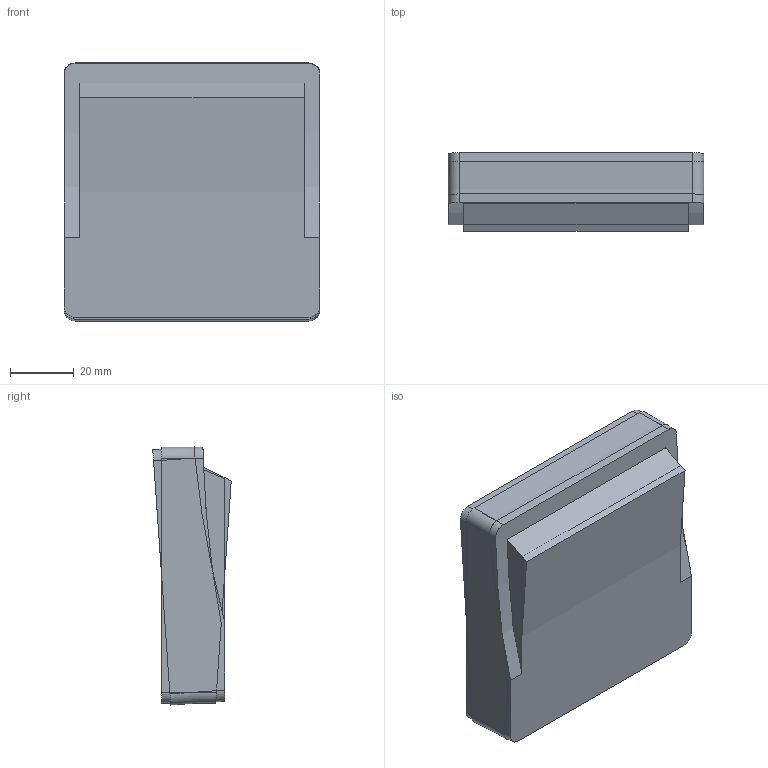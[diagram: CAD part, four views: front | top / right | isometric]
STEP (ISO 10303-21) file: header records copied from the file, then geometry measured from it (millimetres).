
FILE_DESCRIPTION(/* description */ (''),/* implementation_level */ '2;1');
FILE_NAME(/* name */ 'Artisan box v2.stp',/* time_stamp */ '2022-11-26T21:11:17-03:00',/* author */ (''),/* organization */ (''),/* preprocessor_version */ 'ST-DEVELOPER v18.1',/* originating_system */ 'SIEMENS PLM Software NX 1980',/* authorisation */ '');
FILE_SCHEMA (('AUTOMOTIVE_DESIGN { 1 0 10303 214 3 1 1 1 }'));
Length unit declared in the file: millimetre
Products named in the file (1): model1
Bounding box: 80.5 x 24.67 x 81.21 mm (x, y, z)
Volume: 155913.5 mm3; surface area: 47779.3 mm2
Topology: 2 solids, 2 shells, 376 faces, 896 edges, 544 vertices
Faces by surface type: cylinder 170, plane 126, torus 72, bspline 8
Entity records: 11010 total; most frequent: DIRECTION 2050, CARTESIAN_POINT 1997, ORIENTED_EDGE 1792, EDGE_CURVE 896, AXIS2_PLACEMENT_3D 789, VERTEX_POINT 544, LINE 472, VECTOR 472
